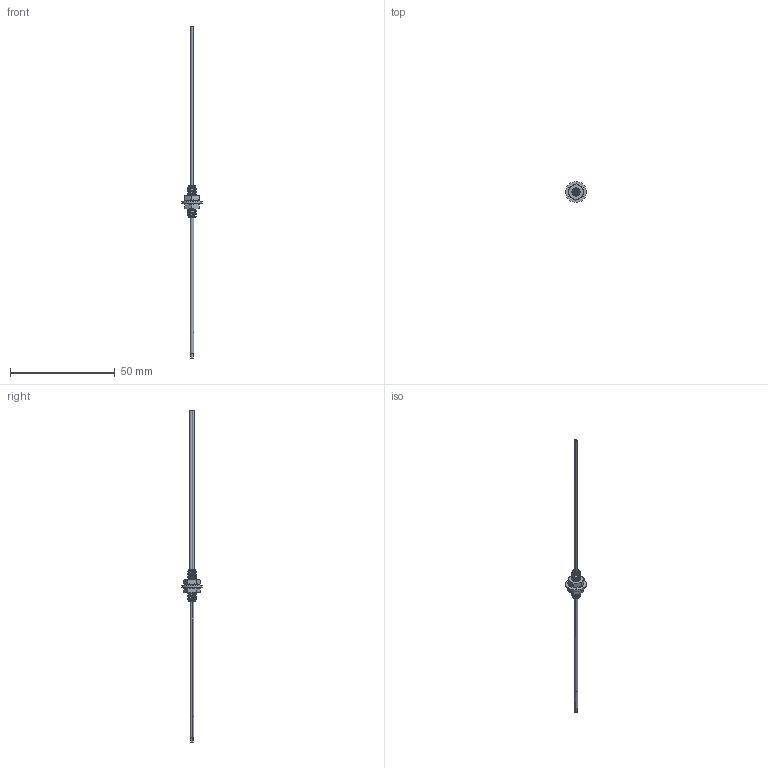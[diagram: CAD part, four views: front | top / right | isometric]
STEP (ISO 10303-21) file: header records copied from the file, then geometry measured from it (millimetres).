
FILE_DESCRIPTION((''),'2;1');
FILE_NAME('188748_ASM','2016-01-27T',('pdmadmin'),(''),'PRO/ENGINEER BY PARAMETRIC TECHNOLOGY CORPORATION, 2013230','PRO/ENGINEER BY PARAMETRIC TECHNOLOGY CORPORATION, 2013230','');
FILE_SCHEMA(('CONFIG_CONTROL_DESIGN'));
Products named in the file (11): 39128; 39118; 39117; 41382__020X; 41382_CORE; 41382__020X_ASM; 08397_M4_X_0_7_HEX_JAM_NUT_NI; 08394_M4_ITLW_NI; FIBER_CORE_020_X_; 39127_ASM; 188748_ASM
Assembly tree (13 placements, depth 4):
  188748_ASM
    39127_ASM
      39128
      39118
      39117
      41382__020X_ASM
        41382__020X
        41382_CORE  x2
      08397_M4_X_0_7_HEX_JAM_NUT_NI  x2
      08394_M4_ITLW_NI
      FIBER_CORE_020_X_  x2
Bounding box: 10 x 10 x 158.19 mm (x, y, z)
Volume: 461.3 mm3; surface area: 2568.7 mm2
Topology: 11 solids, 11 shells, 279 faces, 677 edges, 420 vertices
Faces by surface type: cylinder 139, cone 72, plane 54, bspline 14
Entity records: 11262 total; most frequent: CARTESIAN_POINT 5723, ORIENTED_EDGE 1122, DIRECTION 1118, EDGE_CURVE 561, AXIS2_PLACEMENT_3D 445, VERTEX_POINT 356, EDGE_LOOP 235, VECTOR 228
